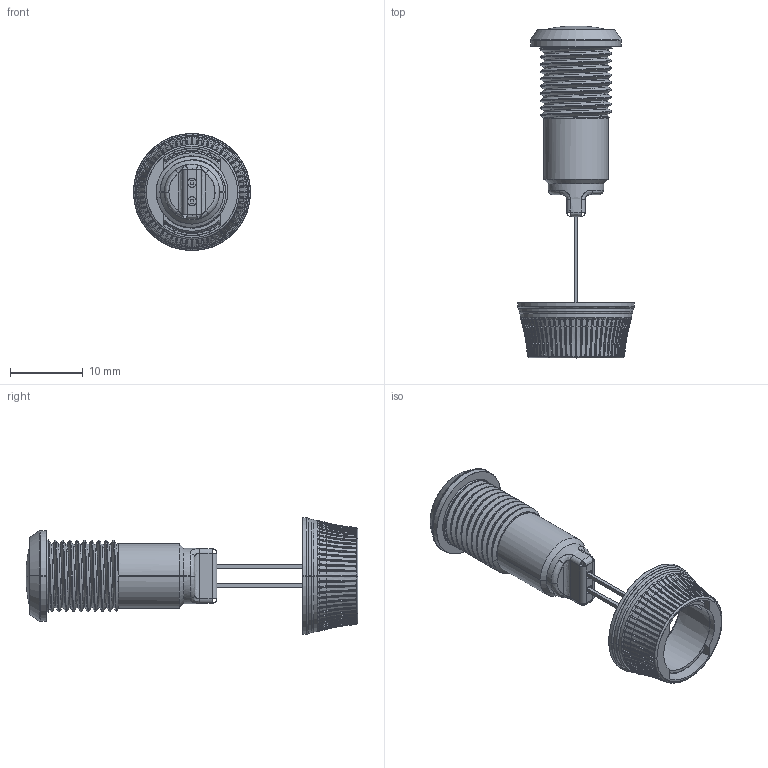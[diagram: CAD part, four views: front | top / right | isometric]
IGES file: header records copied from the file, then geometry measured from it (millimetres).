
Start section: SolidWorks IGES file using analytic representation for surfaces
Global section: file name: PM5-KNXXX_A.IGS; native system: SolidWorks 2014; preprocessor: SolidWorks 2014; author: boliver; date: 140423.152107; units: inch
Bounding box: 16.13 x 45.72 x 16.13 mm (x, y, z)
Surface area: 3630.6 mm2 (no closed solid volume)
Topology: 0 solids, 0 shells, 1739 faces, 12845 edges, 12831 vertices
Faces by surface type: bspline 1023, revolution 716
